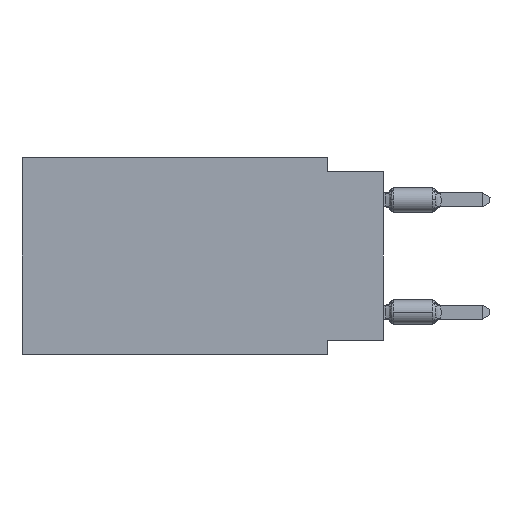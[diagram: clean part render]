
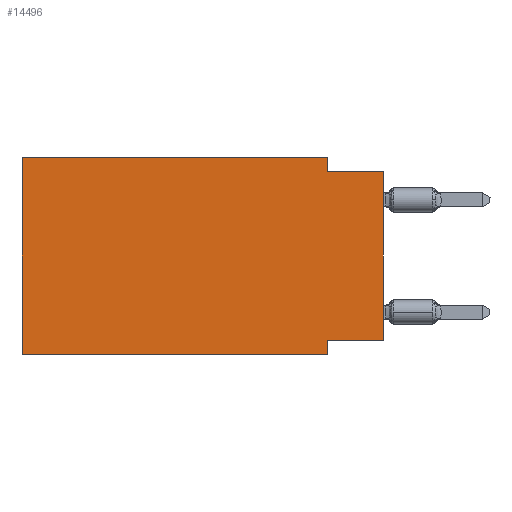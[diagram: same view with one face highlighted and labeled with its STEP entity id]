
A CAD part, left-side view. The second image highlights one B-rep face of the part: STEP entity #14496.
In plain terms, the highlighted planar face has unit normal (-1, 0, 0).
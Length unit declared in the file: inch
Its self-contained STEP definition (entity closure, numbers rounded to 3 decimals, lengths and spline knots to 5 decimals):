
#467 = DIRECTION ( 'NONE',  ( 0., -1., 0. ) ) ;
#1826 = VERTEX_POINT ( 'NONE', #5458 ) ;
#2099 = CARTESIAN_POINT ( 'NONE',  ( 0., 0., 0. ) ) ;
#4548 = LINE ( 'NONE', #42206, #16961 ) ;
#4752 = VERTEX_POINT ( 'NONE', #32385 ) ;
#4871 = EDGE_CURVE ( 'NONE', #4752, #28969, #48896, .T. ) ;
#5179 = ORIENTED_EDGE ( 'NONE', *, *, #5817, .T. ) ;
#5458 = CARTESIAN_POINT ( 'NONE',  ( 0., 0.1, -0.325 ) ) ;
#5817 = EDGE_CURVE ( 'NONE', #27443, #20248, #43943, .T. ) ;
#6470 = LINE ( 'NONE', #45642, #49018 ) ;
#6626 = DIRECTION ( 'NONE',  ( 1., 0., 0. ) ) ;
#7053 = CARTESIAN_POINT ( 'NONE',  ( 0., 0., -0.025 ) ) ;
#7318 = DIRECTION ( 'NONE',  ( 0., 0., 1. ) ) ;
#8355 = LINE ( 'NONE', #39412, #18211 ) ;
#8489 = VERTEX_POINT ( 'NONE', #11484 ) ;
#11452 = LINE ( 'NONE', #46590, #49723 ) ;
#11484 = CARTESIAN_POINT ( 'NONE',  ( 0., 0.1, -0.025 ) ) ;
#11929 = DIRECTION ( 'NONE',  ( 0., 0., -1. ) ) ;
#12697 = VERTEX_POINT ( 'NONE', #48775 ) ;
#13296 = ORIENTED_EDGE ( 'NONE', *, *, #18996, .T. ) ;
#14023 = CARTESIAN_POINT ( 'NONE',  ( 0., 0.645, 0. ) ) ;
#14496 = ADVANCED_FACE ( 'NONE', ( #45079 ), #33620, .F. ) ;
#14667 = EDGE_CURVE ( 'NONE', #1826, #20248, #31763, .T. ) ;
#16133 = EDGE_CURVE ( 'NONE', #8489, #49235, #8355, .T. ) ;
#16961 = VECTOR ( 'NONE', #7318, 39.37008 ) ;
#18211 = VECTOR ( 'NONE', #29443, 39.37008 ) ;
#18996 = EDGE_CURVE ( 'NONE', #12697, #49235, #28556, .T. ) ;
#19545 = CARTESIAN_POINT ( 'NONE',  ( 0., 0.1, -0.35 ) ) ;
#20248 = VERTEX_POINT ( 'NONE', #25241 ) ;
#20390 = DIRECTION ( 'NONE',  ( 0., -1., 0. ) ) ;
#21117 = EDGE_CURVE ( 'NONE', #27443, #4752, #4548, .T. ) ;
#23896 = ORIENTED_EDGE ( 'NONE', *, *, #21117, .F. ) ;
#24634 = VECTOR ( 'NONE', #20390, 39.37008 ) ;
#25241 = CARTESIAN_POINT ( 'NONE',  ( 0., 0.1, -0.35 ) ) ;
#25433 = ORIENTED_EDGE ( 'NONE', *, *, #43261, .F. ) ;
#25475 = DIRECTION ( 'NONE',  ( 0., 0., -1. ) ) ;
#25844 = EDGE_CURVE ( 'NONE', #12697, #1826, #11452, .T. ) ;
#26370 = VECTOR ( 'NONE', #11929, 39.37008 ) ;
#27443 = VERTEX_POINT ( 'NONE', #37048 ) ;
#28556 = LINE ( 'NONE', #2099, #30622 ) ;
#28653 = CARTESIAN_POINT ( 'NONE',  ( 0., 0.645, -0.35 ) ) ;
#28969 = VERTEX_POINT ( 'NONE', #36198 ) ;
#29443 = DIRECTION ( 'NONE',  ( 0., -1., 0. ) ) ;
#30622 = VECTOR ( 'NONE', #32386, 39.37008 ) ;
#31099 = ORIENTED_EDGE ( 'NONE', *, *, #14667, .F. ) ;
#31291 = AXIS2_PLACEMENT_3D ( 'NONE', #41508, #6626, #25475 ) ;
#31568 = DIRECTION ( 'NONE',  ( 0., 1., 0. ) ) ;
#31763 = LINE ( 'NONE', #19545, #26370 ) ;
#32385 = CARTESIAN_POINT ( 'NONE',  ( 0., 0.645, 0. ) ) ;
#32386 = DIRECTION ( 'NONE',  ( 0., 0., 1. ) ) ;
#33620 = PLANE ( 'NONE',  #31291 ) ;
#36198 = CARTESIAN_POINT ( 'NONE',  ( 0., 0.1, 0. ) ) ;
#37048 = CARTESIAN_POINT ( 'NONE',  ( 0., 0.645, -0.35 ) ) ;
#39412 = CARTESIAN_POINT ( 'NONE',  ( 0., 0., -0.025 ) ) ;
#39506 = ORIENTED_EDGE ( 'NONE', *, *, #16133, .F. ) ;
#41360 = ORIENTED_EDGE ( 'NONE', *, *, #4871, .F. ) ;
#41508 = CARTESIAN_POINT ( 'NONE',  ( 0., 0.645, 0. ) ) ;
#42206 = CARTESIAN_POINT ( 'NONE',  ( 0., 0.645, 0. ) ) ;
#43261 = EDGE_CURVE ( 'NONE', #28969, #8489, #6470, .T. ) ;
#43943 = LINE ( 'NONE', #28653, #46615 ) ;
#45079 = FACE_OUTER_BOUND ( 'NONE', #48640, .T. ) ;
#45642 = CARTESIAN_POINT ( 'NONE',  ( 0., 0.1, 0. ) ) ;
#46590 = CARTESIAN_POINT ( 'NONE',  ( 0., 0., -0.325 ) ) ;
#46615 = VECTOR ( 'NONE', #467, 39.37008 ) ;
#47463 = ORIENTED_EDGE ( 'NONE', *, *, #25844, .F. ) ;
#48640 = EDGE_LOOP ( 'NONE', ( #13296, #39506, #25433, #41360, #23896, #5179, #31099, #47463 ) ) ;
#48775 = CARTESIAN_POINT ( 'NONE',  ( 0., 0., -0.325 ) ) ;
#48896 = LINE ( 'NONE', #14023, #24634 ) ;
#49018 = VECTOR ( 'NONE', #49244, 39.37008 ) ;
#49235 = VERTEX_POINT ( 'NONE', #7053 ) ;
#49244 = DIRECTION ( 'NONE',  ( 0., 0., -1. ) ) ;
#49723 = VECTOR ( 'NONE', #31568, 39.37008 ) ;
